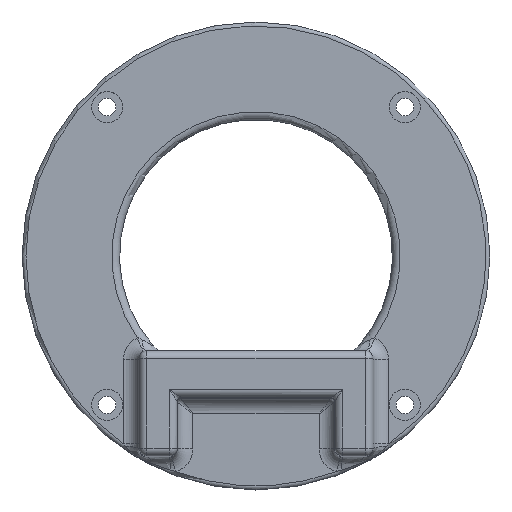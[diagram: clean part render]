
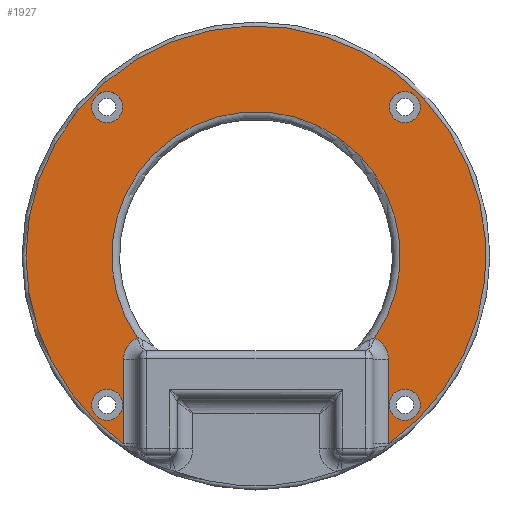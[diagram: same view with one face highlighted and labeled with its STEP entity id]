
A CAD part, top view. The second image highlights one B-rep face of the part: STEP entity #1927.
In plain terms, the highlighted planar face has unit normal (0, 0, 1).
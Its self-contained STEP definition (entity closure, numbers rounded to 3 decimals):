
#21=FACE_BOUND('',#308,.T.);
#22=FACE_BOUND('',#309,.T.);
#23=FACE_BOUND('',#310,.T.);
#24=FACE_BOUND('',#311,.T.);
#114=PLANE('',#2113);
#187=FACE_OUTER_BOUND('',#307,.T.);
#307=EDGE_LOOP('',(#1443,#1444,#1445,#1446,#1447,#1448,#1449));
#308=EDGE_LOOP('',(#1450));
#309=EDGE_LOOP('',(#1451));
#310=EDGE_LOOP('',(#1452));
#311=EDGE_LOOP('',(#1453));
#447=LINE('',#2957,#583);
#450=LINE('',#3176,#586);
#583=VECTOR('',#2361,10.);
#586=VECTOR('',#2408,10.);
#705=CIRCLE('',#2064,6.);
#714=CIRCLE('',#2079,6.);
#735=CIRCLE('',#2108,59.);
#738=CIRCLE('',#2111,59.);
#739=CIRCLE('',#2114,37.);
#740=CIRCLE('',#2115,4.);
#741=CIRCLE('',#2116,4.);
#742=CIRCLE('',#2117,4.);
#743=CIRCLE('',#2118,4.);
#835=VERTEX_POINT('',#2950);
#838=VERTEX_POINT('',#2955);
#840=VERTEX_POINT('',#2960);
#856=VERTEX_POINT('',#3165);
#857=VERTEX_POINT('',#3167);
#860=VERTEX_POINT('',#3174);
#885=VERTEX_POINT('',#3710);
#887=VERTEX_POINT('',#3719);
#888=VERTEX_POINT('',#3721);
#889=VERTEX_POINT('',#3723);
#890=VERTEX_POINT('',#3725);
#1027=EDGE_CURVE('',#838,#835,#447,.T.);
#1029=EDGE_CURVE('',#840,#838,#705,.T.);
#1048=EDGE_CURVE('',#856,#857,#714,.T.);
#1052=EDGE_CURVE('',#860,#856,#450,.T.);
#1099=EDGE_CURVE('',#835,#885,#735,.T.);
#1102=EDGE_CURVE('',#885,#860,#738,.T.);
#1103=EDGE_CURVE('',#857,#840,#739,.T.);
#1104=EDGE_CURVE('',#887,#887,#740,.T.);
#1105=EDGE_CURVE('',#888,#888,#741,.T.);
#1106=EDGE_CURVE('',#889,#889,#742,.T.);
#1107=EDGE_CURVE('',#890,#890,#743,.T.);
#1443=ORIENTED_EDGE('',*,*,#1048,.F.);
#1444=ORIENTED_EDGE('',*,*,#1052,.F.);
#1445=ORIENTED_EDGE('',*,*,#1102,.F.);
#1446=ORIENTED_EDGE('',*,*,#1099,.F.);
#1447=ORIENTED_EDGE('',*,*,#1027,.F.);
#1448=ORIENTED_EDGE('',*,*,#1029,.F.);
#1449=ORIENTED_EDGE('',*,*,#1103,.F.);
#1450=ORIENTED_EDGE('',*,*,#1104,.T.);
#1451=ORIENTED_EDGE('',*,*,#1105,.T.);
#1452=ORIENTED_EDGE('',*,*,#1106,.T.);
#1453=ORIENTED_EDGE('',*,*,#1107,.T.);
#1927=ADVANCED_FACE('',(#187,#21,#22,#23,#24),#114,.T.);
#2064=AXIS2_PLACEMENT_3D('',#2962,#2366,#2367);
#2079=AXIS2_PLACEMENT_3D('',#3168,#2398,#2399);
#2108=AXIS2_PLACEMENT_3D('',#3711,#2466,#2467);
#2111=AXIS2_PLACEMENT_3D('',#3715,#2472,#2473);
#2113=AXIS2_PLACEMENT_3D('',#3717,#2476,#2477);
#2114=AXIS2_PLACEMENT_3D('',#3718,#2478,#2479);
#2115=AXIS2_PLACEMENT_3D('',#3720,#2480,#2481);
#2116=AXIS2_PLACEMENT_3D('',#3722,#2482,#2483);
#2117=AXIS2_PLACEMENT_3D('',#3724,#2484,#2485);
#2118=AXIS2_PLACEMENT_3D('',#3726,#2486,#2487);
#2361=DIRECTION('',(0.,-1.,0.));
#2366=DIRECTION('center_axis',(0.,0.,1.));
#2367=DIRECTION('ref_axis',(-0.707,0.707,0.));
#2398=DIRECTION('center_axis',(0.,0.,1.));
#2399=DIRECTION('ref_axis',(0.707,0.707,0.));
#2408=DIRECTION('',(0.,1.,0.));
#2466=DIRECTION('center_axis',(0.,0.,-1.));
#2467=DIRECTION('ref_axis',(-1.,0.,0.));
#2472=DIRECTION('center_axis',(0.,0.,-1.));
#2473=DIRECTION('ref_axis',(-1.,0.,0.));
#2476=DIRECTION('center_axis',(0.,0.,1.));
#2477=DIRECTION('ref_axis',(1.,0.,0.));
#2478=DIRECTION('center_axis',(0.,0.,1.));
#2479=DIRECTION('ref_axis',(0.,1.,0.));
#2480=DIRECTION('center_axis',(0.,0.,-1.));
#2481=DIRECTION('ref_axis',(0.,1.,0.));
#2482=DIRECTION('center_axis',(0.,0.,-1.));
#2483=DIRECTION('ref_axis',(1.,0.,0.));
#2484=DIRECTION('center_axis',(0.,0.,-1.));
#2485=DIRECTION('ref_axis',(0.,-1.,0.));
#2486=DIRECTION('center_axis',(0.,0.,-1.));
#2487=DIRECTION('ref_axis',(-1.,0.,0.));
#2950=CARTESIAN_POINT('',(-34.,-48.218,10.));
#2955=CARTESIAN_POINT('',(-34.,-26.5,10.));
#2957=CARTESIAN_POINT('',(-34.,-12.25,10.));
#2960=CARTESIAN_POINT('',(-30.448,-21.022,10.));
#2962=CARTESIAN_POINT('Origin',(-28.,-26.5,10.));
#3165=CARTESIAN_POINT('',(34.,-26.5,10.));
#3167=CARTESIAN_POINT('',(30.448,-21.022,10.));
#3168=CARTESIAN_POINT('Origin',(28.,-26.5,10.));
#3174=CARTESIAN_POINT('',(34.,-48.218,10.));
#3176=CARTESIAN_POINT('',(34.,-25.75,10.));
#3710=CARTESIAN_POINT('',(-59.,0.,10.));
#3711=CARTESIAN_POINT('Origin',(0.,0.,10.));
#3715=CARTESIAN_POINT('Origin',(0.,0.,10.));
#3717=CARTESIAN_POINT('Origin',(0.,0.,10.));
#3718=CARTESIAN_POINT('Origin',(0.,0.,10.));
#3719=CARTESIAN_POINT('',(-38.184,-42.184,10.));
#3720=CARTESIAN_POINT('Origin',(-38.184,-38.184,10.));
#3721=CARTESIAN_POINT('',(-42.184,38.184,10.));
#3722=CARTESIAN_POINT('Origin',(-38.184,38.184,10.));
#3723=CARTESIAN_POINT('',(38.184,42.184,10.));
#3724=CARTESIAN_POINT('Origin',(38.184,38.184,10.));
#3725=CARTESIAN_POINT('',(42.184,-38.184,10.));
#3726=CARTESIAN_POINT('Origin',(38.184,-38.184,10.));
